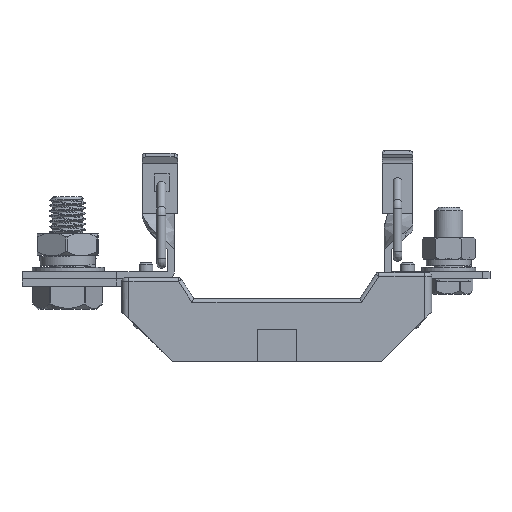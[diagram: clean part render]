
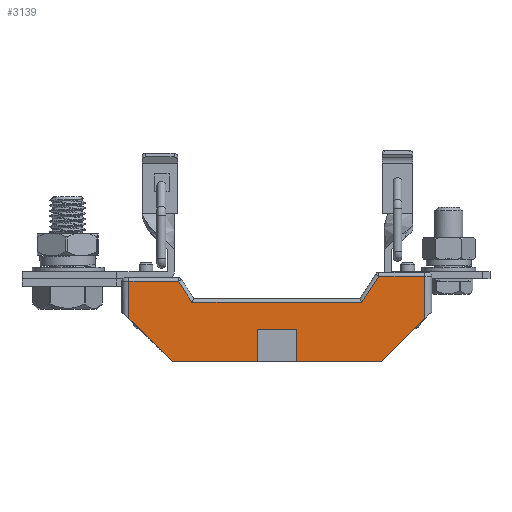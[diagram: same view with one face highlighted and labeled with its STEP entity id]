
A CAD part, left-side view. The second image highlights one B-rep face of the part: STEP entity #3139.
In plain terms, the highlighted planar face has unit normal (-1, 0, 0).
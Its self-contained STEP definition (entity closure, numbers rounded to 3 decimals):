
#432=FACE_OUTER_BOUND('',#4284,.T.);
#1274=LINE('',#21222,#2046);
#1275=LINE('',#21225,#2047);
#1276=LINE('',#21227,#2048);
#1277=LINE('',#21229,#2049);
#1278=LINE('',#21231,#2050);
#1279=LINE('',#21233,#2051);
#1280=LINE('',#21235,#2052);
#1281=LINE('',#21237,#2053);
#1282=LINE('',#21239,#2054);
#1283=LINE('',#21241,#2055);
#1284=LINE('',#21243,#2056);
#1285=LINE('',#21245,#2057);
#1286=LINE('',#21247,#2058);
#1287=LINE('',#21249,#2059);
#2046=VECTOR('',#12247,1.);
#2047=VECTOR('',#12248,1.);
#2048=VECTOR('',#12249,1.);
#2049=VECTOR('',#12250,1.);
#2050=VECTOR('',#12251,1.);
#2051=VECTOR('',#12252,1.);
#2052=VECTOR('',#12253,1.);
#2053=VECTOR('',#12254,1.);
#2054=VECTOR('',#12255,1.);
#2055=VECTOR('',#12256,1.);
#2056=VECTOR('',#12257,1.);
#2057=VECTOR('',#12258,1.);
#2058=VECTOR('',#12259,1.);
#2059=VECTOR('',#12260,1.);
#2710=PLANE('',#10664);
#3139=ADVANCED_FACE('',(#432),#2710,.F.);
#4284=EDGE_LOOP('',(#5870,#5871,#5872,#5873,#5874,#5875,#5876,#5877,#5878,
#5879,#5880,#5881,#5882,#5883));
#5870=ORIENTED_EDGE('',*,*,#9104,.F.);
#5871=ORIENTED_EDGE('',*,*,#9105,.T.);
#5872=ORIENTED_EDGE('',*,*,#9106,.F.);
#5873=ORIENTED_EDGE('',*,*,#9107,.F.);
#5874=ORIENTED_EDGE('',*,*,#9108,.F.);
#5875=ORIENTED_EDGE('',*,*,#9109,.F.);
#5876=ORIENTED_EDGE('',*,*,#9110,.F.);
#5877=ORIENTED_EDGE('',*,*,#9111,.T.);
#5878=ORIENTED_EDGE('',*,*,#9112,.F.);
#5879=ORIENTED_EDGE('',*,*,#9113,.T.);
#5880=ORIENTED_EDGE('',*,*,#9114,.T.);
#5881=ORIENTED_EDGE('',*,*,#9115,.T.);
#5882=ORIENTED_EDGE('',*,*,#9116,.F.);
#5883=ORIENTED_EDGE('',*,*,#9117,.F.);
#7973=VERTEX_POINT('',#21223);
#7974=VERTEX_POINT('',#21224);
#7975=VERTEX_POINT('',#21226);
#7976=VERTEX_POINT('',#21228);
#7977=VERTEX_POINT('',#21230);
#7978=VERTEX_POINT('',#21232);
#7979=VERTEX_POINT('',#21234);
#7980=VERTEX_POINT('',#21236);
#7981=VERTEX_POINT('',#21238);
#7982=VERTEX_POINT('',#21240);
#7983=VERTEX_POINT('',#21242);
#7984=VERTEX_POINT('',#21244);
#7985=VERTEX_POINT('',#21246);
#7986=VERTEX_POINT('',#21248);
#9104=EDGE_CURVE('',#7973,#7974,#1274,.T.);
#9105=EDGE_CURVE('',#7973,#7975,#1275,.T.);
#9106=EDGE_CURVE('',#7976,#7975,#1276,.T.);
#9107=EDGE_CURVE('',#7977,#7976,#1277,.T.);
#9108=EDGE_CURVE('',#7978,#7977,#1278,.T.);
#9109=EDGE_CURVE('',#7979,#7978,#1279,.T.);
#9110=EDGE_CURVE('',#7980,#7979,#1280,.T.);
#9111=EDGE_CURVE('',#7980,#7981,#1281,.T.);
#9112=EDGE_CURVE('',#7982,#7981,#1282,.T.);
#9113=EDGE_CURVE('',#7982,#7983,#1283,.T.);
#9114=EDGE_CURVE('',#7983,#7984,#1284,.T.);
#9115=EDGE_CURVE('',#7984,#7985,#1285,.T.);
#9116=EDGE_CURVE('',#7986,#7985,#1286,.T.);
#9117=EDGE_CURVE('',#7974,#7986,#1287,.T.);
#10664=AXIS2_PLACEMENT_3D('',#21250,#12261,#12262);
#12247=DIRECTION('',(0.,-0.545,-0.838));
#12248=DIRECTION('',(0.,1.,0.));
#12249=DIRECTION('',(0.,0.,1.));
#12250=DIRECTION('',(0.,0.716,0.698));
#12251=DIRECTION('',(0.,1.,0.));
#12252=DIRECTION('',(0.,0.,-1.));
#12253=DIRECTION('',(0.,1.,0.));
#12254=DIRECTION('',(0.,0.,-1.));
#12255=DIRECTION('',(0.,1.,0.));
#12256=DIRECTION('',(0.,-0.716,0.698));
#12257=DIRECTION('',(0.,0.,1.));
#12258=DIRECTION('',(0.,1.,0.));
#12259=DIRECTION('',(0.,-0.545,0.838));
#12260=DIRECTION('',(0.,-1.,0.));
#12261=DIRECTION('',(1.,0.,0.));
#12262=DIRECTION('',(0.,0.,1.));
#21222=CARTESIAN_POINT('',(75.,-31.362,194.155));
#21223=CARTESIAN_POINT('',(75.,-31.787,193.5));
#21224=CARTESIAN_POINT('',(75.,-35.557,187.7));
#21225=CARTESIAN_POINT('',(75.,-18.,193.5));
#21226=CARTESIAN_POINT('',(75.,-18.,193.5));
#21227=CARTESIAN_POINT('',(75.,-18.,285.2));
#21228=CARTESIAN_POINT('',(75.,-18.,183.049));
#21229=CARTESIAN_POINT('',(75.,-9.224,191.609));
#21230=CARTESIAN_POINT('',(75.,-30.15,171.2));
#21231=CARTESIAN_POINT('',(75.,-100.5,171.2));
#21232=CARTESIAN_POINT('',(75.,-53.75,171.2));
#21233=CARTESIAN_POINT('',(75.,-53.75,285.2));
#21234=CARTESIAN_POINT('',(75.,-53.75,180.2));
#21235=CARTESIAN_POINT('',(75.,-100.5,180.2));
#21236=CARTESIAN_POINT('',(75.,-64.75,180.2));
#21237=CARTESIAN_POINT('',(75.,-64.75,285.2));
#21238=CARTESIAN_POINT('',(75.,-64.75,171.2));
#21239=CARTESIAN_POINT('',(75.,-100.5,171.2));
#21240=CARTESIAN_POINT('',(75.,-88.35,171.2));
#21241=CARTESIAN_POINT('',(75.,-109.276,191.609));
#21242=CARTESIAN_POINT('',(75.,-100.5,183.049));
#21243=CARTESIAN_POINT('',(75.,-100.5,285.2));
#21244=CARTESIAN_POINT('',(75.,-100.5,195.));
#21245=CARTESIAN_POINT('',(75.,-88.338,195.));
#21246=CARTESIAN_POINT('',(75.,-87.688,195.));
#21247=CARTESIAN_POINT('',(75.,-83.238,188.155));
#21248=CARTESIAN_POINT('',(75.,-82.943,187.7));
#21249=CARTESIAN_POINT('',(75.,-100.5,187.7));
#21250=CARTESIAN_POINT('',(75.,-100.5,285.2));
